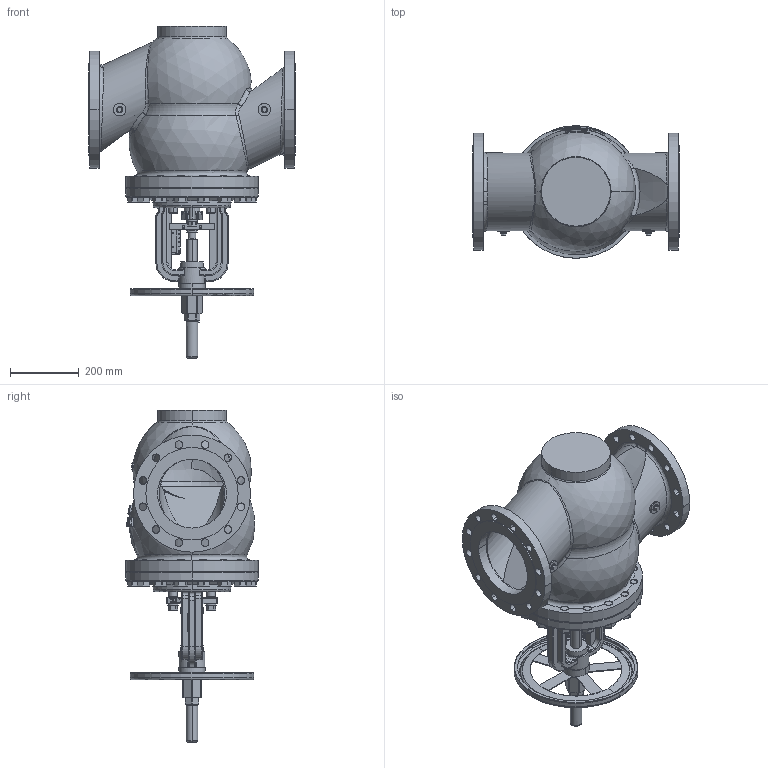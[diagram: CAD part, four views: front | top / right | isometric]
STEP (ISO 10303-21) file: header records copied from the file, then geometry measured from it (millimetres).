
FILE_DESCRIPTION((''),'2;1');
FILE_NAME('003Z1067_ASM','2015-05-12T',('u317927'),('Danfoss'),'PRO/ENGINEER BY PARAMETRIC TECHNOLOGY CORPORATION, 2014000','PRO/ENGINEER BY PARAMETRIC TECHNOLOGY CORPORATION, 2014000','');
FILE_SCHEMA(('CONFIG_CONTROL_DESIGN'));
Products named in the file (28): BODY_2; SPINDLE_2; PLUG_ASM_3_ASM_ASM; BONNET_2; ZHIJIA_2; BAFFLE1_2; BAFFLE2_2; SCREW_SHEATH_2; STAFF_GUAGE1_2; GASKET_2; HANDWHEEL_2; LOCATIVE_CAP_2; PROTECT-CAP_2; NIPPLEGASKET_2; NIPPLE_2; BOLT1_2; FILLING_BONNET_2; NUT3_2; NUT2_2; NUT1_2; SCREW1_2; DIANQUAN1_2; STAFF_GUAGE2_2; DIANQUAN3_2; BOLT4_2; ASM200_ASM_4_ASM_ASM; 003Z1067_ASM_ASM_ASM; 003Z1067_ASM
Assembly tree (57 placements, depth 5):
  003Z1067_ASM
    003Z1067_ASM_ASM_ASM
      ASM200_ASM_4_ASM_ASM
        BODY_2
        PLUG_ASM_3_ASM_ASM
          SPINDLE_2
        BONNET_2
        ZHIJIA_2
        BAFFLE1_2
        BAFFLE2_2
        SCREW_SHEATH_2
        STAFF_GUAGE1_2
        GASKET_2  x3
        HANDWHEEL_2
        LOCATIVE_CAP_2
        PROTECT-CAP_2
        NIPPLEGASKET_2  x3
        NIPPLE_2  x3
        BOLT1_2  x16
        FILLING_BONNET_2
        NUT3_2  x2
        NUT2_2  x4
        NUT1_2  x2
        SCREW1_2  x2
        DIANQUAN1_2  x2
        STAFF_GUAGE2_2
        DIANQUAN3_2  x2
        BOLT4_2  x2
Bounding box: 600 x 385 x 964.5 mm (x, y, z)
Volume: 24715411.3 mm3; surface area: 3047105.9 mm2
Topology: 54 solids, 119 shells, 5215 faces, 14257 edges, 9101 vertices
Faces by surface type: plane 3311, cylinder 968, sphere 261, bspline 241, cone 214, torus 212, extrusion 8
Entity records: 147352 total; most frequent: CARTESIAN_POINT 38406, ORIENTED_EDGE 23476, DIRECTION 21168, EDGE_CURVE 11820, VECTOR 7934, LINE 7926, VERTEX_POINT 7823, AXIS2_PLACEMENT_3D 6617
